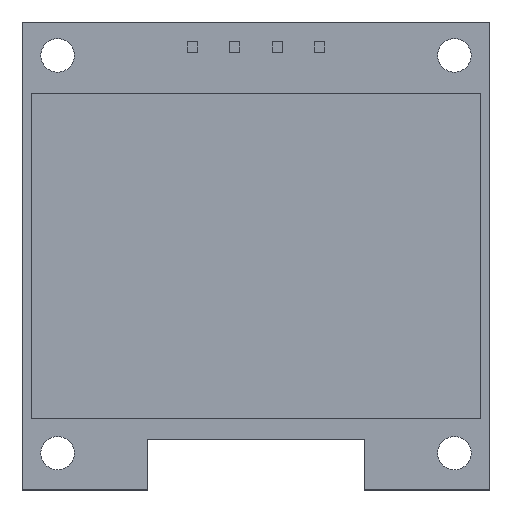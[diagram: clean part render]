
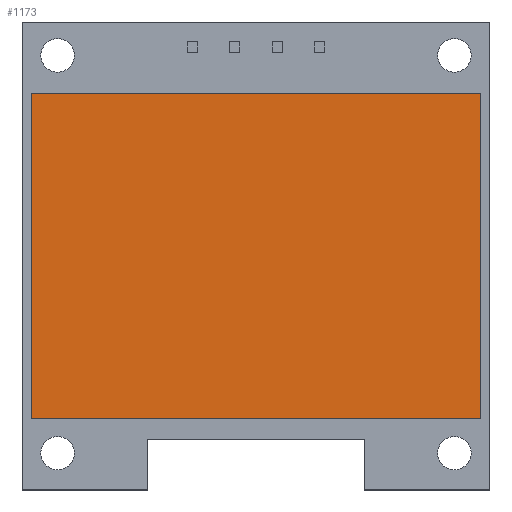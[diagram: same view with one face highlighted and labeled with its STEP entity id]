
A CAD part, top view. The second image highlights one B-rep face of the part: STEP entity #1173.
In plain terms, the highlighted planar face has unit normal (0, 0, 1).
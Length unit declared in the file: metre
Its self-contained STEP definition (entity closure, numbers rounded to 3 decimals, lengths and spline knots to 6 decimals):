
#179=ORIENTED_EDGE('',*,*,#436,.F.);
#180=ORIENTED_EDGE('',*,*,#439,.T.);
#181=ORIENTED_EDGE('',*,*,#441,.T.);
#182=ORIENTED_EDGE('',*,*,#442,.F.);
#436=EDGE_CURVE('',#579,#580,#684,.T.);
#439=EDGE_CURVE('',#579,#581,#687,.T.);
#441=EDGE_CURVE('',#581,#582,#689,.T.);
#442=EDGE_CURVE('',#580,#582,#690,.T.);
#579=VERTEX_POINT('',#2016);
#580=VERTEX_POINT('',#2018);
#581=VERTEX_POINT('',#2022);
#582=VERTEX_POINT('',#2026);
#684=LINE('',#2017,#828);
#687=LINE('',#2023,#831);
#689=LINE('',#2027,#833);
#690=LINE('',#2029,#834);
#828=VECTOR('',#1702,1.);
#831=VECTOR('',#1707,1.);
#833=VECTOR('',#1711,1.);
#834=VECTOR('',#1714,1.);
#959=EDGE_LOOP('',(#179,#180,#181,#182));
#1045=FACE_BOUND('',#959,.T.);
#1109=PLANE('',#1559);
#1173=ADVANCED_FACE('',(#1045),#1109,.T.);
#1559=AXIS2_PLACEMENT_3D('',#2030,#1715,#1716);
#1702=DIRECTION('',(-1.,0.,0.));
#1707=DIRECTION('',(0.,1.,0.));
#1711=DIRECTION('',(-1.,0.,0.));
#1714=DIRECTION('',(0.,1.,0.));
#1715=DIRECTION('',(0.,0.,1.));
#1716=DIRECTION('',(1.,0.,0.));
#2016=CARTESIAN_POINT('',(0.01345,-0.00973,0.0016));
#2017=CARTESIAN_POINT('',(0.,-0.00973,0.0016));
#2018=CARTESIAN_POINT('',(-0.01345,-0.00973,0.0016));
#2022=CARTESIAN_POINT('',(0.01345,0.00973,0.0016));
#2023=CARTESIAN_POINT('',(0.01345,0.,0.0016));
#2026=CARTESIAN_POINT('',(-0.01345,0.00973,0.0016));
#2027=CARTESIAN_POINT('',(0.,0.00973,0.0016));
#2029=CARTESIAN_POINT('',(-0.01345,0.,0.0016));
#2030=CARTESIAN_POINT('',(0.,0.,0.0016));
